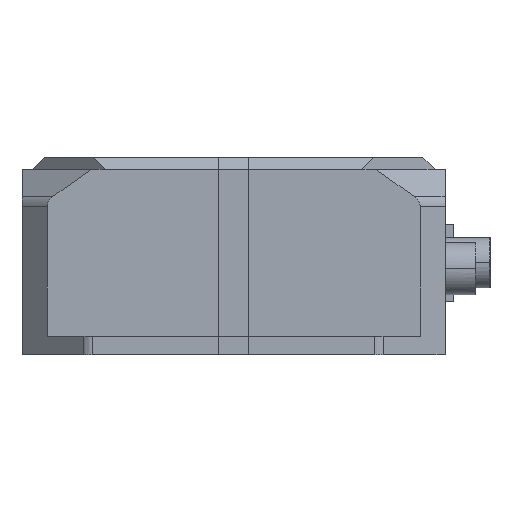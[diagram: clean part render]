
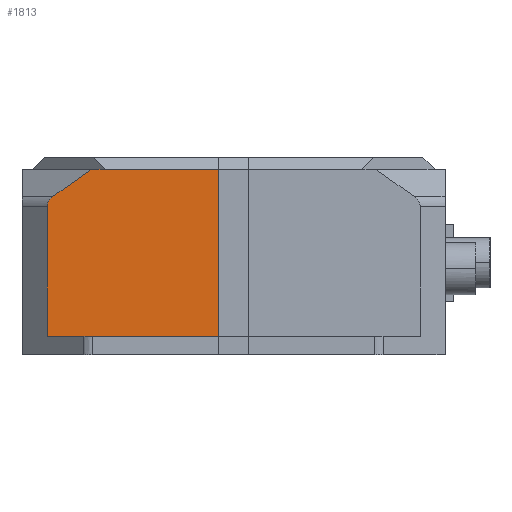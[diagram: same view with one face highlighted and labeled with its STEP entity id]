
A CAD part, left-side view. The second image highlights one B-rep face of the part: STEP entity #1813.
In plain terms, the highlighted free-form (B-spline) face has degree [1, 1] with [2, 2] control points.
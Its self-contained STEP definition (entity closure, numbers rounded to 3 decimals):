
#87=B_SPLINE_CURVE_WITH_KNOTS('',3,(#3991,#3992,#3993,#3994),
 .UNSPECIFIED.,.F.,.F.,(4,4),(-0.097,1.),.UNSPECIFIED.);
#199=FACE_OUTER_BOUND('',#322,.T.);
#322=EDGE_LOOP('',(#1553,#1554,#1555,#1556,#1557,#1558,#1559));
#337=(
BOUNDED_CURVE()
B_SPLINE_CURVE(1,(#1865,#1866),.UNSPECIFIED.,.F.,.F.)
B_SPLINE_CURVE_WITH_KNOTS((2,2),(0.,1.),.UNSPECIFIED.)
CURVE()
GEOMETRIC_REPRESENTATION_ITEM()
RATIONAL_B_SPLINE_CURVE((1.,1.))
REPRESENTATION_ITEM('')
);
#533=(
BOUNDED_CURVE()
B_SPLINE_CURVE(1,(#3828,#3829),.UNSPECIFIED.,.F.,.F.)
B_SPLINE_CURVE_WITH_KNOTS((2,2),(0.,8.515),.UNSPECIFIED.)
CURVE()
GEOMETRIC_REPRESENTATION_ITEM()
RATIONAL_B_SPLINE_CURVE((1.,1.))
REPRESENTATION_ITEM('')
);
#540=(
BOUNDED_CURVE()
B_SPLINE_CURVE(1,(#3928,#3929),.UNSPECIFIED.,.F.,.F.)
B_SPLINE_CURVE_WITH_KNOTS((2,2),(0.,1.),.UNSPECIFIED.)
CURVE()
GEOMETRIC_REPRESENTATION_ITEM()
RATIONAL_B_SPLINE_CURVE((1.,1.))
REPRESENTATION_ITEM('')
);
#542=(
BOUNDED_CURVE()
B_SPLINE_CURVE(5,(#3951,#3952,#3953,#3954,#3955,#3956),.UNSPECIFIED.,.F.,
 .F.)
B_SPLINE_CURVE_WITH_KNOTS((6,6),(0.,1.),.UNSPECIFIED.)
CURVE()
GEOMETRIC_REPRESENTATION_ITEM()
RATIONAL_B_SPLINE_CURVE((1.,1.,1.,1.,1.,1.))
REPRESENTATION_ITEM('')
);
#548=(
BOUNDED_CURVE()
B_SPLINE_CURVE(1,(#3986,#3987),.UNSPECIFIED.,.F.,.F.)
B_SPLINE_CURVE_WITH_KNOTS((2,2),(0.3,6.75),.UNSPECIFIED.)
CURVE()
GEOMETRIC_REPRESENTATION_ITEM()
RATIONAL_B_SPLINE_CURVE((1.,1.))
REPRESENTATION_ITEM('')
);
#549=(
BOUNDED_CURVE()
B_SPLINE_CURVE(1,(#3989,#3990),.UNSPECIFIED.,.F.,.F.)
B_SPLINE_CURVE_WITH_KNOTS((2,2),(0.356,0.427),
 .UNSPECIFIED.)
CURVE()
GEOMETRIC_REPRESENTATION_ITEM()
RATIONAL_B_SPLINE_CURVE((1.,1.))
REPRESENTATION_ITEM('')
);
#554=VERTEX_POINT('',#1830);
#562=VERTEX_POINT('',#1864);
#716=VERTEX_POINT('',#3827);
#722=VERTEX_POINT('',#3927);
#724=VERTEX_POINT('',#3949);
#725=VERTEX_POINT('',#3950);
#729=VERTEX_POINT('',#3988);
#740=EDGE_CURVE('',#562,#554,#337,.T.);
#989=EDGE_CURVE('',#562,#716,#533,.T.);
#1000=EDGE_CURVE('',#554,#722,#540,.T.);
#1003=EDGE_CURVE('',#724,#725,#542,.T.);
#1010=EDGE_CURVE('',#716,#725,#548,.T.);
#1011=EDGE_CURVE('',#729,#722,#549,.T.);
#1012=EDGE_CURVE('',#724,#729,#87,.T.);
#1553=ORIENTED_EDGE('',*,*,#1010,.F.);
#1554=ORIENTED_EDGE('',*,*,#989,.F.);
#1555=ORIENTED_EDGE('',*,*,#740,.T.);
#1556=ORIENTED_EDGE('',*,*,#1000,.T.);
#1557=ORIENTED_EDGE('',*,*,#1011,.F.);
#1558=ORIENTED_EDGE('',*,*,#1012,.F.);
#1559=ORIENTED_EDGE('',*,*,#1003,.T.);
#1696=B_SPLINE_SURFACE_WITH_KNOTS('',1,1,((#3982,#3983),(#3984,#3985)),
 .UNSPECIFIED.,.F.,.F.,.F.,(2,2),(2,2),(0.,1.),(0.,8.6),
 .UNSPECIFIED.);
#1813=ADVANCED_FACE('',(#199),#1696,.F.);
#1830=CARTESIAN_POINT('',(-128.,0.,86.));
#1864=CARTESIAN_POINT('',(-128.,0.,3.));
#1865=CARTESIAN_POINT('Ctrl Pts',(-128.,0.,3.));
#1866=CARTESIAN_POINT('Ctrl Pts',(-128.,0.,86.));
#3827=CARTESIAN_POINT('',(-128.,85.155,3.));
#3828=CARTESIAN_POINT('Ctrl Pts',(-128.,0.,3.));
#3829=CARTESIAN_POINT('Ctrl Pts',(-128.,85.155,3.));
#3927=CARTESIAN_POINT('',(-128.,56.17,86.));
#3928=CARTESIAN_POINT('Ctrl Pts',(-128.,0.,86.));
#3929=CARTESIAN_POINT('Ctrl Pts',(-128.,56.17,86.));
#3949=CARTESIAN_POINT('',(-128.,82.255,72.451));
#3950=CARTESIAN_POINT('',(-128.,85.155,67.501));
#3951=CARTESIAN_POINT('Ctrl Pts',(-128.,82.255,72.451));
#3952=CARTESIAN_POINT('Ctrl Pts',(-128.,83.362,71.668));
#3953=CARTESIAN_POINT('Ctrl Pts',(-128.,84.239,70.739));
#3954=CARTESIAN_POINT('Ctrl Pts',(-128.,84.846,69.703));
#3955=CARTESIAN_POINT('Ctrl Pts',(-128.,85.155,68.608));
#3956=CARTESIAN_POINT('Ctrl Pts',(-128.,85.155,67.501));
#3982=CARTESIAN_POINT('Ctrl Pts',(-128.,0.,0.));
#3983=CARTESIAN_POINT('Ctrl Pts',(-128.,0.,86.));
#3984=CARTESIAN_POINT('Ctrl Pts',(-128.,98.,0.));
#3985=CARTESIAN_POINT('Ctrl Pts',(-128.,98.,86.));
#3986=CARTESIAN_POINT('Ctrl Pts',(-128.,85.155,3.));
#3987=CARTESIAN_POINT('Ctrl Pts',(-128.,85.155,67.501));
#3988=CARTESIAN_POINT('',(-128.,63.094,86.));
#3989=CARTESIAN_POINT('Ctrl Pts',(-128.,63.094,86.));
#3990=CARTESIAN_POINT('Ctrl Pts',(-128.,56.17,86.));
#3991=CARTESIAN_POINT('Ctrl Pts',(-128.,82.255,72.451));
#3992=CARTESIAN_POINT('Ctrl Pts',(-128.,75.868,76.967));
#3993=CARTESIAN_POINT('Ctrl Pts',(-128.,69.481,81.484));
#3994=CARTESIAN_POINT('Ctrl Pts',(-128.,63.094,86.));
